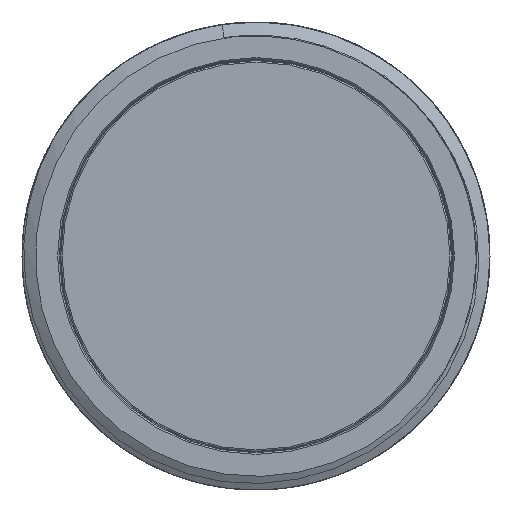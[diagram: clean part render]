
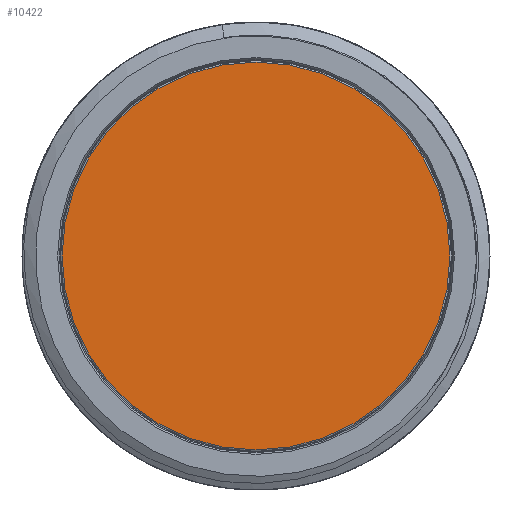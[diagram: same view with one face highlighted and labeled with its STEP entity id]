
A CAD part, left-side view. The second image highlights one B-rep face of the part: STEP entity #10422.
In plain terms, the highlighted planar face has unit normal (-1, 0, 0).
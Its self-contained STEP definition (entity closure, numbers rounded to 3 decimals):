
#371=PLANE('',#11106);
#705=FACE_OUTER_BOUND('',#1280,.T.);
#1280=EDGE_LOOP('',(#7066));
#1857=CIRCLE('',#11105,13.2);
#4232=VERTEX_POINT('',#19615);
#5358=EDGE_CURVE('',#4232,#4232,#1857,.T.);
#7066=ORIENTED_EDGE('',*,*,#5358,.F.);
#10422=ADVANCED_FACE('',(#705),#371,.T.);
#11105=AXIS2_PLACEMENT_3D('',#19617,#12046,#12047);
#11106=AXIS2_PLACEMENT_3D('',#19618,#12048,#12049);
#12046=DIRECTION('center_axis',(1.,0.,0.));
#12047=DIRECTION('ref_axis',(0.,-1.,0.));
#12048=DIRECTION('center_axis',(-1.,0.,0.));
#12049=DIRECTION('ref_axis',(0.,0.,1.));
#19615=CARTESIAN_POINT('',(-36.417,-0.672,13.2));
#19617=CARTESIAN_POINT('Origin',(-36.417,-0.672,0.));
#19618=CARTESIAN_POINT('Origin',(-36.417,12.628,0.));
